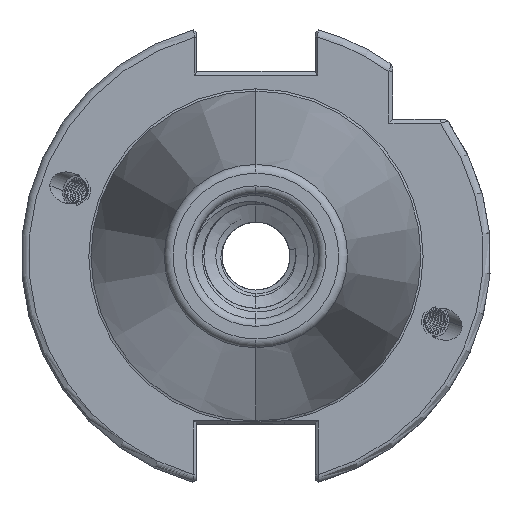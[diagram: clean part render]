
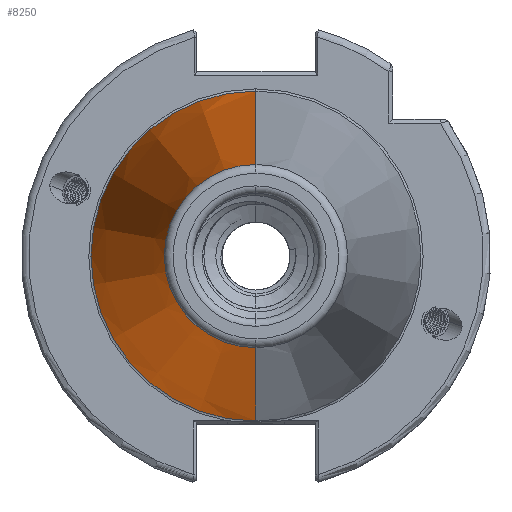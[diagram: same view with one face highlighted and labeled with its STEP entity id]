
A CAD part, left-side view. The second image highlights one B-rep face of the part: STEP entity #8250.
In plain terms, the highlighted conical face has half-angle 8.297 degrees and reference radius 22.692 mm.
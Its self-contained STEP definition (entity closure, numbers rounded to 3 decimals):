
#3422 = EDGE_CURVE ( 'NONE', #23716, #23663, #18522, .T. ) ;
#3662 = EDGE_CURVE ( 'NONE', #23663, #23739, #26114, .T. ) ;
#3716 = EDGE_CURVE ( 'NONE', #23706, #23739, #26171, .T. ) ;
#3762 = EDGE_CURVE ( 'NONE', #23716, #23706, #26200, .T. ) ;
#6951 = ORIENTED_EDGE ( 'NONE', *, *, #3422, .T. ) ;
#6953 = ORIENTED_EDGE ( 'NONE', *, *, #3762, .F. ) ;
#6988 = ORIENTED_EDGE ( 'NONE', *, *, #3716, .F. ) ;
#6999 = ORIENTED_EDGE ( 'NONE', *, *, #3662, .T. ) ;
#8250 = ADVANCED_FACE ( 'NONE', ( #28490 ), #28489, .T. ) ;
#18522 = CIRCLE ( 'NONE', #28317, 12.4 ) ;
#19570 = DIRECTION ( 'NONE',  ( 0., 0., -1. ) ) ;
#19581 = DIRECTION ( 'NONE',  ( 1., 0., 0. ) ) ;
#19598 = CARTESIAN_POINT ( 'NONE',  ( -2.5, 0., 0. ) ) ;
#19803 = CARTESIAN_POINT ( 'NONE',  ( 0., 0., -22.692 ) ) ;
#19805 = DIRECTION ( 'NONE',  ( 0.99, 0., -0.144 ) ) ;
#21777 = DIRECTION ( 'NONE',  ( 1., 0., 0. ) ) ;
#21778 = DIRECTION ( 'NONE',  ( 0., 0., -1. ) ) ;
#21828 = CARTESIAN_POINT ( 'NONE',  ( 0., 0., 0. ) ) ;
#22911 = AXIS2_PLACEMENT_3D ( 'NONE', #21828, #21777, #21778 ) ;
#23663 = VERTEX_POINT ( 'NONE', #27286 ) ;
#23706 = VERTEX_POINT ( 'NONE', #27386 ) ;
#23716 = VERTEX_POINT ( 'NONE', #27388 ) ;
#23739 = VERTEX_POINT ( 'NONE', #27471 ) ;
#24150 = CARTESIAN_POINT ( 'NONE',  ( 0., 0., 22.692 ) ) ;
#24158 = DIRECTION ( 'NONE',  ( 0.99, 0., 0.144 ) ) ;
#26099 = VECTOR ( 'NONE', #24158, 1000. ) ;
#26114 = LINE ( 'NONE', #24150, #26099 ) ;
#26171 = CIRCLE ( 'NONE', #28170, 22.327 ) ;
#26200 = LINE ( 'NONE', #19803, #26201 ) ;
#26201 = VECTOR ( 'NONE', #19805, 1000. ) ;
#27286 = CARTESIAN_POINT ( 'NONE',  ( -70.573, 0., 12.4 ) ) ;
#27386 = CARTESIAN_POINT ( 'NONE',  ( -2.5, 0., -22.327 ) ) ;
#27388 = CARTESIAN_POINT ( 'NONE',  ( -70.573, 0., -12.4 ) ) ;
#27471 = CARTESIAN_POINT ( 'NONE',  ( -2.5, 0., 22.327 ) ) ;
#28170 = AXIS2_PLACEMENT_3D ( 'NONE', #19598, #19581, #19570 ) ;
#28317 = AXIS2_PLACEMENT_3D ( 'NONE', #31157, #31142, #31164 ) ;
#28489 = CONICAL_SURFACE ( 'NONE', #22911, 22.692, 0.145 ) ;
#28490 = FACE_OUTER_BOUND ( 'NONE', #29225, .T. ) ;
#29225 = EDGE_LOOP ( 'NONE', ( #6951, #6999, #6988, #6953 ) ) ;
#31142 = DIRECTION ( 'NONE',  ( 1., 0., 0. ) ) ;
#31157 = CARTESIAN_POINT ( 'NONE',  ( -70.573, 0., 0. ) ) ;
#31164 = DIRECTION ( 'NONE',  ( 0., 0., 1. ) ) ;
